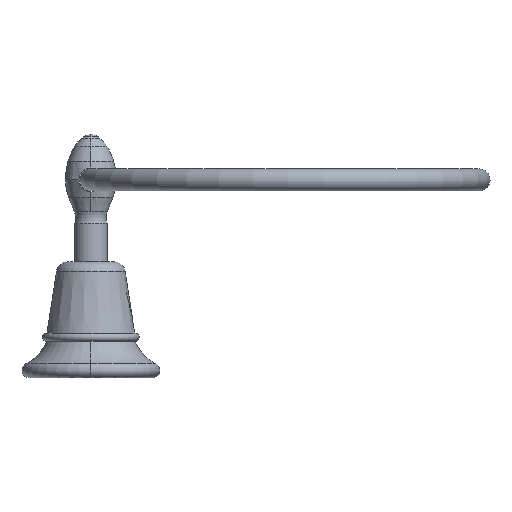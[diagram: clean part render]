
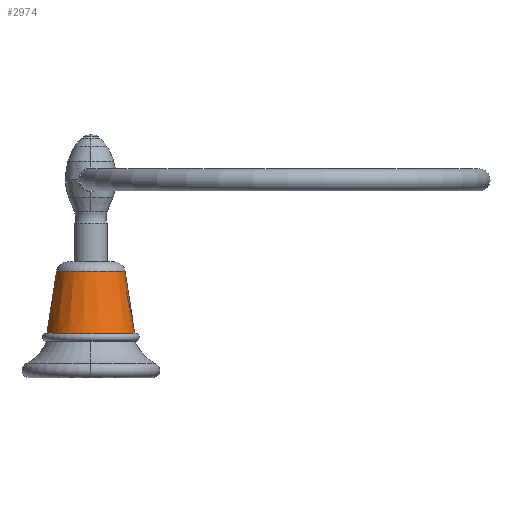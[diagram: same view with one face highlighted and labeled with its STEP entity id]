
A CAD part, left-side view. The second image highlights one B-rep face of the part: STEP entity #2974.
In plain terms, the highlighted conical face has half-angle 8.794 degrees and reference radius 16.965 mm.
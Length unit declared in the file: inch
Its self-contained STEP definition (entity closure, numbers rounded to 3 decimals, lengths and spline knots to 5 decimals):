
#960=CARTESIAN_POINT('',(0.,-0.73611,0.844));
#961=CARTESIAN_POINT('',(-0.00563,-0.73611,0.844));
#962=CARTESIAN_POINT('',(-0.01693,-0.73577,
0.8454));
#963=CARTESIAN_POINT('',(-0.03296,-0.73424,
0.8517));
#964=CARTESIAN_POINT('',(-0.04228,-0.73267,
0.85844));
#965=CARTESIAN_POINT('',(-0.04647,-0.7318,
0.86235));
#967=DIRECTION('',(0.,0.153,0.988));
#968=VECTOR('',#967,0.09083);
#969=CARTESIAN_POINT('',(0.,-0.75,0.75424));
#970=LINE('',#969,#968);
#971=CARTESIAN_POINT('',(0.,0.,0.75424));
#972=DIRECTION('',(0.,0.,1.));
#973=DIRECTION('',(0.,1.,0.));
#974=AXIS2_PLACEMENT_3D('',#971,#972,#973);
#976=DIRECTION('',(0.,-0.153,0.988));
#977=VECTOR('',#976,1.07413);
#978=CARTESIAN_POINT('',(0.,0.75,0.75424));
#979=LINE('',#978,#977);
#980=DIRECTION('',(0.,0.153,0.988));
#981=VECTOR('',#980,0.83409);
#982=CARTESIAN_POINT('',(0.,-0.7133,
0.99146));
#983=LINE('',#982,#981);
#984=CARTESIAN_POINT('',(-0.04809,-0.71315,
0.98198));
#985=CARTESIAN_POINT('',(-0.04318,-0.71303,
0.98491));
#986=CARTESIAN_POINT('',(-0.033,-0.71291,
0.98942));
#987=CARTESIAN_POINT('',(-0.01663,-0.713,
0.99261));
#988=CARTESIAN_POINT('',(-0.0056,-0.71317,
0.99229));
#989=CARTESIAN_POINT('',(0.,-0.7133,
0.99146));
#991=CARTESIAN_POINT('',(-0.07537,-0.71559,
0.95111));
#992=CARTESIAN_POINT('',(-0.07214,-0.71496,
0.95733));
#993=CARTESIAN_POINT('',(-0.06432,-0.71398,
0.96868));
#994=CARTESIAN_POINT('',(-0.05397,-0.71338,
0.97794));
#995=CARTESIAN_POINT('',(-0.04809,-0.71315,
0.98198));
#997=CARTESIAN_POINT('',(-0.04647,-0.7318,
0.86235));
#998=CARTESIAN_POINT('',(-0.05095,-0.73101,
0.86563));
#999=CARTESIAN_POINT('',(-0.05913,-0.72929,
0.87284));
#1000=CARTESIAN_POINT('',(-0.0692,-0.72638,
0.88576));
#1001=CARTESIAN_POINT('',(-0.07653,-0.72335,
0.90044));
#1002=CARTESIAN_POINT('',(-0.08064,-0.7204,
0.9165));
#1003=CARTESIAN_POINT('',(-0.08081,-0.71767,
0.9339));
#1004=CARTESIAN_POINT('',(-0.07781,-0.71622,
0.94539));
#1005=CARTESIAN_POINT('',(-0.07537,-0.71559,
0.95111));
#1017=CARTESIAN_POINT('',(0.,0.,1.81574));
#1018=DIRECTION('',(0.,0.,1.));
#1019=DIRECTION('',(0.,1.,0.));
#1020=AXIS2_PLACEMENT_3D('',#1017,#1018,#1019);
#1812=CARTESIAN_POINT('',(-0.07537,-0.71559,
0.95111));
#2032=CARTESIAN_POINT('',(0.,0.75,0.75424));
#2034=VERTEX_POINT('',#2032);
#2035=CARTESIAN_POINT('',(0.,0.58579,1.81574));
#2036=VERTEX_POINT('',#2035);
#2040=CARTESIAN_POINT('',(0.,-0.75,0.75424));
#2042=VERTEX_POINT('',#2040);
#2043=CARTESIAN_POINT('',(0.,-0.58579,1.81574));
#2045=VERTEX_POINT('',#2043);
#2089=CARTESIAN_POINT('',(0.,-0.73611,0.844));
#2090=VERTEX_POINT('',#2089);
#2123=VERTEX_POINT('',#965);
#2124=CARTESIAN_POINT('',(0.,-0.7133,
0.99146));
#2125=VERTEX_POINT('',#2124);
#2158=VERTEX_POINT('',#1812);
#2159=VERTEX_POINT('',#995);
#2953=CARTESIAN_POINT('',(0.,0.,1.28499));
#2954=DIRECTION('',(0.,0.,-1.));
#2955=DIRECTION('',(0.,-1.,0.));
#2956=AXIS2_PLACEMENT_3D('',#2953,#2954,#2955);
#2957=CONICAL_SURFACE('',#2956,0.6679,8.794);
#2959=ORIENTED_EDGE('',*,*,#2958,.F.);
#2960=ORIENTED_EDGE('',*,*,#2902,.F.);
#2961=ORIENTED_EDGE('',*,*,#2945,.F.);
#2962=ORIENTED_EDGE('',*,*,#2899,.T.);
#2964=ORIENTED_EDGE('',*,*,#2963,.T.);
#2965=ORIENTED_EDGE('',*,*,#2895,.F.);
#2967=ORIENTED_EDGE('',*,*,#2966,.F.);
#2969=ORIENTED_EDGE('',*,*,#2968,.F.);
#2971=ORIENTED_EDGE('',*,*,#2970,.F.);
#2972=EDGE_LOOP('',(#2959,#2960,#2961,#2962,#2964,#2965,#2967,#2969,#2971));
#2973=FACE_OUTER_BOUND('',#2972,.F.);
#2974=ADVANCED_FACE('',(#2973),#2957,.T.);
#966=B_SPLINE_CURVE_WITH_KNOTS('',3,(#960,#961,#962,#963,#964,#965),
.UNSPECIFIED.,.F.,.F.,(4,1,1,4),(0.,0.33333,0.66667,1.),
.UNSPECIFIED.);
#975=CIRCLE('',#974,0.75);
#990=B_SPLINE_CURVE_WITH_KNOTS('',3,(#984,#985,#986,#987,#988,#989),
.UNSPECIFIED.,.F.,.F.,(4,1,1,4),(0.,0.33333,0.66667,1.),
.UNSPECIFIED.);
#996=B_SPLINE_CURVE_WITH_KNOTS('',3,(#991,#992,#993,#994,#995),.UNSPECIFIED.,
.F.,.F.,(4,1,4),(0.,0.5,1.),.UNSPECIFIED.);
#1006=B_SPLINE_CURVE_WITH_KNOTS('',3,(#997,#998,#999,#1000,#1001,#1002,#1003,
#1004,#1005),.UNSPECIFIED.,.F.,.F.,(4,1,1,1,1,1,4),(0.,0.16667,
0.33333,0.5,0.66667,0.83333,1.),
.UNSPECIFIED.);
#1021=CIRCLE('',#1020,0.58579);
#2895=EDGE_CURVE('',#2125,#2045,#983,.T.);
#2899=EDGE_CURVE('',#2034,#2036,#979,.T.);
#2902=EDGE_CURVE('',#2042,#2090,#970,.T.);
#2945=EDGE_CURVE('',#2034,#2042,#975,.T.);
#2958=EDGE_CURVE('',#2090,#2123,#966,.T.);
#2963=EDGE_CURVE('',#2036,#2045,#1021,.T.);
#2966=EDGE_CURVE('',#2159,#2125,#990,.T.);
#2968=EDGE_CURVE('',#2158,#2159,#996,.T.);
#2970=EDGE_CURVE('',#2123,#2158,#1006,.T.);
